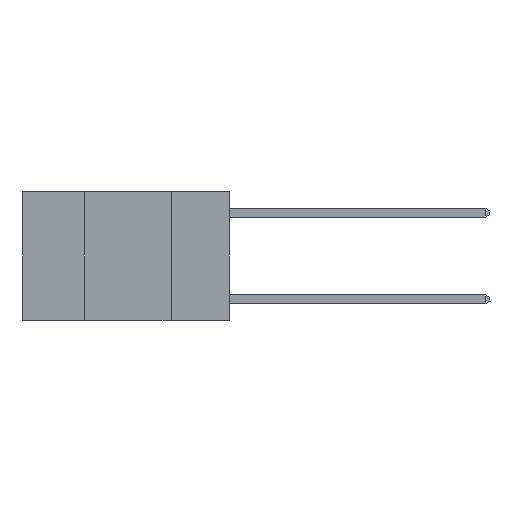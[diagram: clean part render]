
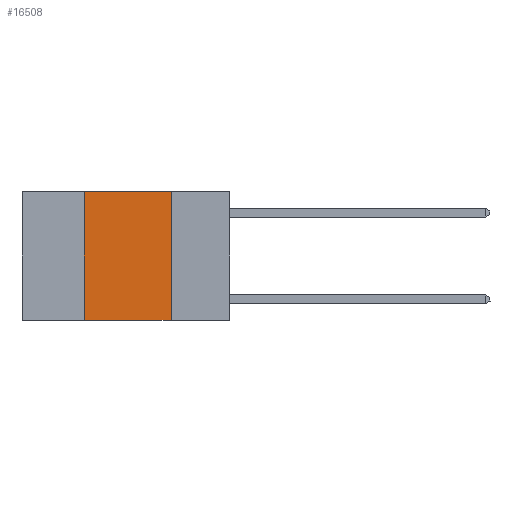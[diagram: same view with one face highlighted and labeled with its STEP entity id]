
A CAD part, left-side view. The second image highlights one B-rep face of the part: STEP entity #16508.
In plain terms, the highlighted planar face has unit normal (-1, 0, 0).
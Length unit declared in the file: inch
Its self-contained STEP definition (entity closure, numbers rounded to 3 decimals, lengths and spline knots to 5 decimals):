
#758 = AXIS2_PLACEMENT_3D ( 'NONE', #4851, #7319, #24208 ) ;
#2227 = CARTESIAN_POINT ( 'NONE',  ( 0., 0.6, -0.37 ) ) ;
#3144 = CARTESIAN_POINT ( 'NONE',  ( 0., 0.42, 0. ) ) ;
#3149 = VECTOR ( 'NONE', #5849, 39.37008 ) ;
#4576 = CARTESIAN_POINT ( 'NONE',  ( 0., 0.6, 0. ) ) ;
#4851 = CARTESIAN_POINT ( 'NONE',  ( 0., 0.6, 0. ) ) ;
#5224 = VERTEX_POINT ( 'NONE', #20901 ) ;
#5849 = DIRECTION ( 'NONE',  ( 0., 0., -1. ) ) ;
#6782 = CARTESIAN_POINT ( 'NONE',  ( 0., 0.17, -0.37 ) ) ;
#7046 = DIRECTION ( 'NONE',  ( 0., -1., 0. ) ) ;
#7319 = DIRECTION ( 'NONE',  ( 1., 0., 0. ) ) ;
#9693 = LINE ( 'NONE', #17952, #3149 ) ;
#9883 = VERTEX_POINT ( 'NONE', #6782 ) ;
#11987 = DIRECTION ( 'NONE',  ( 0., -1., 0. ) ) ;
#12575 = ORIENTED_EDGE ( 'NONE', *, *, #29136, .T. ) ;
#12599 = VECTOR ( 'NONE', #7046, 39.37008 ) ;
#12871 = DIRECTION ( 'NONE',  ( 0., 0., 1. ) ) ;
#13343 = LINE ( 'NONE', #4576, #12599 ) ;
#14002 = EDGE_CURVE ( 'NONE', #25778, #5224, #13343, .T. ) ;
#14620 = VECTOR ( 'NONE', #11987, 39.37008 ) ;
#16508 = ADVANCED_FACE ( 'NONE', ( #22626 ), #19390, .F. ) ;
#16525 = ORIENTED_EDGE ( 'NONE', *, *, #14002, .F. ) ;
#17423 = VERTEX_POINT ( 'NONE', #27651 ) ;
#17952 = CARTESIAN_POINT ( 'NONE',  ( 0., 0.17, 0. ) ) ;
#18474 = EDGE_LOOP ( 'NONE', ( #19954, #16525, #29196, #12575 ) ) ;
#18681 = LINE ( 'NONE', #2227, #14620 ) ;
#19230 = EDGE_CURVE ( 'NONE', #5224, #9883, #9693, .T. ) ;
#19390 = PLANE ( 'NONE',  #758 ) ;
#19867 = EDGE_CURVE ( 'NONE', #17423, #25778, #24311, .T. ) ;
#19954 = ORIENTED_EDGE ( 'NONE', *, *, #19230, .F. ) ;
#20901 = CARTESIAN_POINT ( 'NONE',  ( 0., 0.17, 0. ) ) ;
#22626 = FACE_OUTER_BOUND ( 'NONE', #18474, .T. ) ;
#22627 = CARTESIAN_POINT ( 'NONE',  ( 0., 0.42, 0. ) ) ;
#24208 = DIRECTION ( 'NONE',  ( 0., 0., -1. ) ) ;
#24311 = LINE ( 'NONE', #3144, #29192 ) ;
#25778 = VERTEX_POINT ( 'NONE', #22627 ) ;
#27651 = CARTESIAN_POINT ( 'NONE',  ( 0., 0.42, -0.37 ) ) ;
#29136 = EDGE_CURVE ( 'NONE', #17423, #9883, #18681, .T. ) ;
#29192 = VECTOR ( 'NONE', #12871, 39.37008 ) ;
#29196 = ORIENTED_EDGE ( 'NONE', *, *, #19867, .F. ) ;
